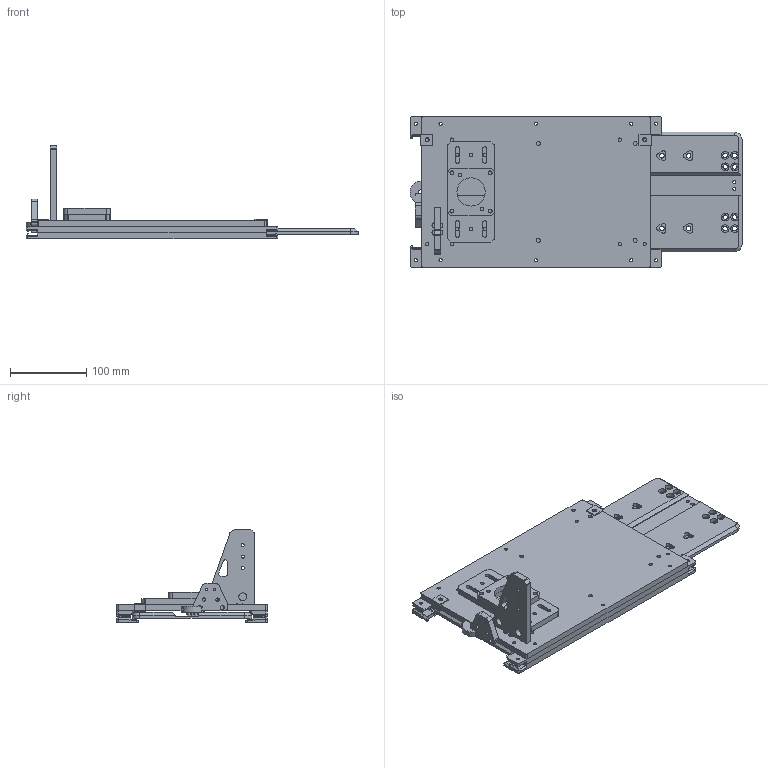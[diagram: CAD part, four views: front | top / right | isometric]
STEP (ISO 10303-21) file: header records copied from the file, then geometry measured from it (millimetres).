
FILE_DESCRIPTION(/* description */ (''),/* implementation_level */ '2;1');
FILE_NAME(/* name */ 'fusion360_axis_with_CAM_small_teeth.step',/* time_stamp */ '2018-05-18T15:50:00+02:00',/* author */ ('jaknil'),/* organization */ (''),/* preprocessor_version */ 'ST-DEVELOPER v17',/* originating_system */ 'Autodesk Translation Framework v7.1.0.215',/* authorisation */ '');
FILE_SCHEMA (('AUTOMOTIVE_DESIGN { 1 0 10303 214 3 1 1 }'));
Length unit declared in the file: millimetre
Products named in the file (13): Z-axis; Rack; motor_plate; X-viper; Motor_spacer; Axis_plate; e-chain-arm; Outer_glide_block_adjustable; Inner_glide_block_adjustable; Outer_glide_block_fixed; Inner_glide_block_fixed; sensor_mount; 40 pinion 02 gap tip
Assembly tree (12 placements, depth 3):
  Z-axis
    Rack
    motor_plate
    X-viper
    Motor_spacer
    Axis_plate
      e-chain-arm
    Outer_glide_block_adjustable
    Inner_glide_block_adjustable
    Outer_glide_block_fixed
    Inner_glide_block_fixed
    sensor_mount
    40 pinion 02 gap tip
Bounding box: 435 x 197 x 123 mm (x, y, z)
Volume: 1248451.2 mm3; surface area: 419771.8 mm2
Topology: 12 solids, 12 shells, 683 faces, 1841 edges, 1197 vertices
Faces by surface type: plane 350, cylinder 251, bspline 66, cone 16
Full cylindrical faces by diameter (mm): 3 x2, 4 x1, 4.2 x48, 4.5 x10, 5 x10, 5.2 x10, 5.5 x4, 6 x18, 9 x4, 10 x10, 10.4 x2, 12.5 x2, 30 x1, 37 x1, 39 x1
Entity records: 23828 total; most frequent: CARTESIAN_POINT 5970, ORIENTED_EDGE 3658, DIRECTION 3448, EDGE_CURVE 1829, VERTEX_POINT 1197, AXIS2_PLACEMENT_3D 1158, LINE 1132, VECTOR 1132
